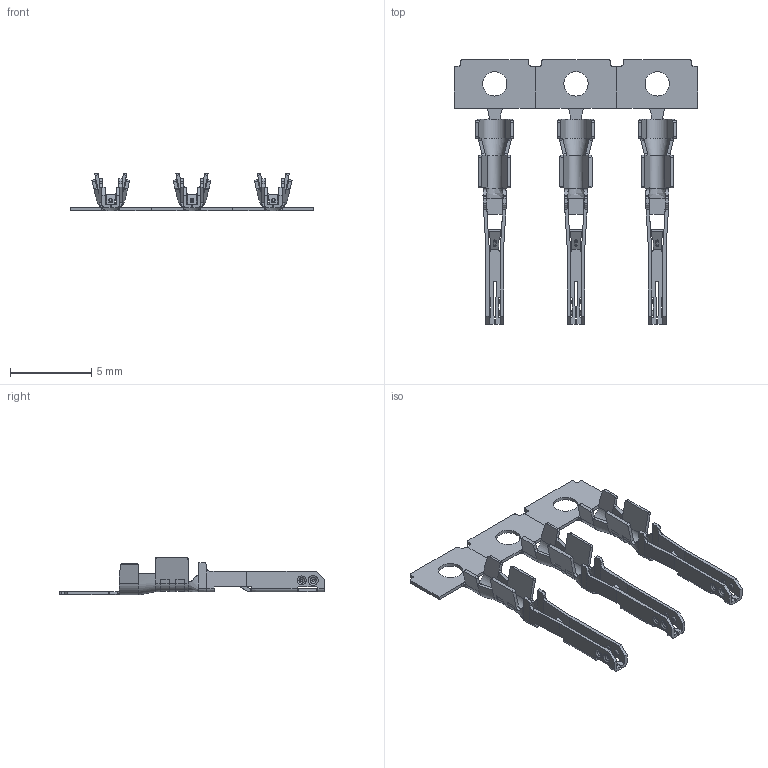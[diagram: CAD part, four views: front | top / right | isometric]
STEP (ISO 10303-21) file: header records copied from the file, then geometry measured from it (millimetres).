
FILE_DESCRIPTION(/* description */ ('Unknown'),/* implementation_level */ '2;1');
FILE_NAME(/* name */ '626x0213722',/* time_stamp */ '2023-11-27T11:51:21+01:00',/* author */ ('Unknown'),/* organization */ ('Unknown'),/* preprocessor_version */ 'ST-DEVELOPER v18.102',/* originating_system */ 'Solid Edge',/* authorisation */ 'Unknown');
FILE_SCHEMA (('AUTOMOTIVE_DESIGN {1 0 10303 214 3 1 1}'));
Length unit declared in the file: millimetre
Products named in the file (2): 626x0213722; 62610213722
Assembly tree (3 placements, depth 2):
  626x0213722
    62610213722  x3
Bounding box: 15 x 16.31 x 2.34 mm (x, y, z)
Volume: 32.3 mm3; surface area: 379.4 mm2
Topology: 3 solids, 3 shells, 669 faces, 1905 edges, 1254 vertices
Faces by surface type: plane 351, cylinder 231, torus 60, bspline 27
Full cylindrical faces by diameter (mm): 1.5 x3
Entity records: 7460 total; most frequent: CARTESIAN_POINT 1741, ORIENTED_EDGE 1228, DIRECTION 1109, EDGE_CURVE 614, VERTEX_POINT 410, LINE 381, VECTOR 381, AXIS2_PLACEMENT_3D 364
